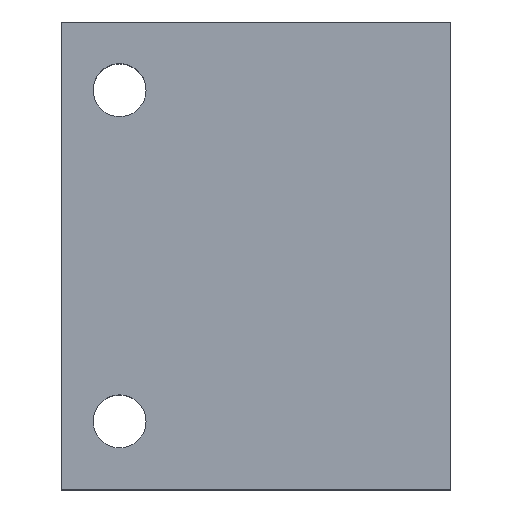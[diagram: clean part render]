
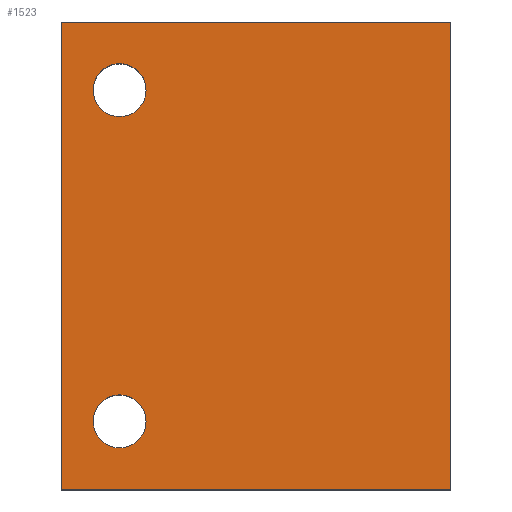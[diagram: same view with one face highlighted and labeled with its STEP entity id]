
A CAD part, top view. The second image highlights one B-rep face of the part: STEP entity #1523.
In plain terms, the highlighted planar face has unit normal (0, 0, 1).
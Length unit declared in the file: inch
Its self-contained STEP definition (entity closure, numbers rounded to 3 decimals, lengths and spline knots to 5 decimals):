
#730=CARTESIAN_POINT('',(1.25,3.0,0.625));
#731=VERTEX_POINT('',#730);
#738=CARTESIAN_POINT('',(1.25,0.,0.625));
#739=VERTEX_POINT('',#738);
#740=CARTESIAN_POINT('',(1.25,3.0,0.625));
#741=DIRECTION('',(0.0,-1.0,0.0));
#742=VECTOR('',#741,3.0);
#743=LINE('',#740,#742);
#744=EDGE_CURVE('',#731,#739,#743,.T.);
#808=CARTESIAN_POINT('',(-0.705,0.438,0.625));
#809=VERTEX_POINT('',#808);
#810=CARTESIAN_POINT('',(-0.875,0.438,0.625));
#811=DIRECTION('',(0.0,0.0,-1.0));
#812=DIRECTION('',(1.0,0.0,0.0));
#813=AXIS2_PLACEMENT_3D('',#810,#811,#812);
#814=CIRCLE('',#813,0.17);
#815=EDGE_CURVE('',#809,#809,#814,.T.);
#857=CARTESIAN_POINT('',(-0.705,2.563,0.625));
#858=VERTEX_POINT('',#857);
#859=CARTESIAN_POINT('',(-0.875,2.563,0.625));
#860=DIRECTION('',(0.0,0.0,-1.0));
#861=DIRECTION('',(1.0,0.0,0.0));
#862=AXIS2_PLACEMENT_3D('',#859,#860,#861);
#863=CIRCLE('',#862,0.17);
#864=EDGE_CURVE('',#858,#858,#863,.T.);
#1317=CARTESIAN_POINT('',(-1.25,3.0,0.625));
#1318=VERTEX_POINT('',#1317);
#1325=CARTESIAN_POINT('',(-1.25,3.0,0.625));
#1326=DIRECTION('',(1.0,0.0,0.0));
#1327=VECTOR('',#1326,2.5);
#1328=LINE('',#1325,#1327);
#1329=EDGE_CURVE('',#1318,#731,#1328,.T.);
#1464=CARTESIAN_POINT('',(-1.25,0.,0.625));
#1465=VERTEX_POINT('',#1464);
#1466=CARTESIAN_POINT('',(-1.25,0.0,0.625));
#1467=DIRECTION('',(0.0,1.0,0.0));
#1468=VECTOR('',#1467,3.0);
#1469=LINE('',#1466,#1468);
#1470=EDGE_CURVE('',#1465,#1318,#1469,.T.);
#1491=CARTESIAN_POINT('',(1.25,0.,0.625));
#1492=DIRECTION('',(-1.0,0.0,0.0));
#1493=VECTOR('',#1492,2.5);
#1494=LINE('',#1491,#1493);
#1495=EDGE_CURVE('',#739,#1465,#1494,.T.);
#1506=CARTESIAN_POINT('',(0.,1.5,0.625));
#1507=DIRECTION('',(0.0,0.0,1.0));
#1508=DIRECTION('',(1.0,0.0,0.0));
#1509=AXIS2_PLACEMENT_3D('',#1506,#1507,#1508);
#1510=PLANE('',#1509);
#1511=ORIENTED_EDGE('',*,*,#1470,.F.);
#1512=ORIENTED_EDGE('',*,*,#1495,.F.);
#1513=ORIENTED_EDGE('',*,*,#744,.F.);
#1514=ORIENTED_EDGE('',*,*,#1329,.F.);
#1515=EDGE_LOOP('',(#1511,#1512,#1513,#1514));
#1516=FACE_OUTER_BOUND('',#1515,.T.);
#1517=ORIENTED_EDGE('',*,*,#815,.T.);
#1518=EDGE_LOOP('',(#1517));
#1519=FACE_BOUND('',#1518,.T.);
#1520=ORIENTED_EDGE('',*,*,#864,.T.);
#1521=EDGE_LOOP('',(#1520));
#1522=FACE_BOUND('',#1521,.T.);
#1523=ADVANCED_FACE('',(#1516,#1519,#1522),#1510,.T.);
